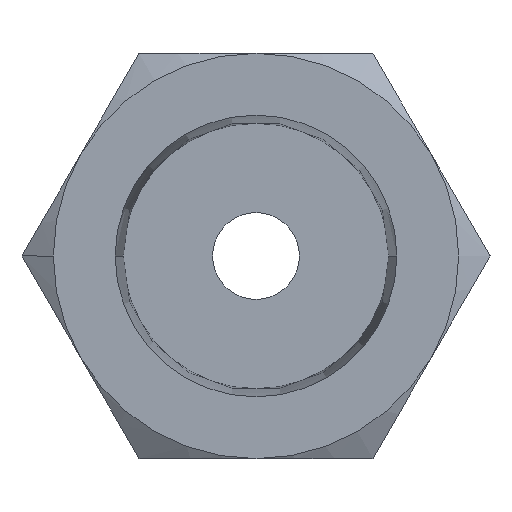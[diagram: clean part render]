
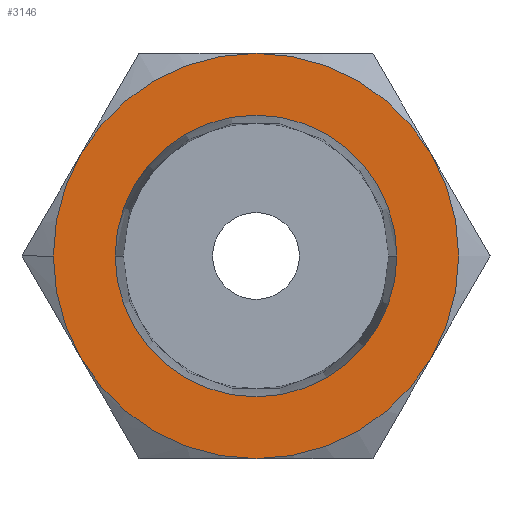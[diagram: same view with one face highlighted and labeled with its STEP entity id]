
A CAD part, front view. The second image highlights one B-rep face of the part: STEP entity #3146.
In plain terms, the highlighted planar face has unit normal (0, -1, 0).
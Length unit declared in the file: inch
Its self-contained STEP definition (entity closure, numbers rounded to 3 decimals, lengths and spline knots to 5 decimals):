
#4 = DIRECTION ( 'NONE',  ( 0., -1., 0. ) ) ;
#23 = DIRECTION ( 'NONE',  ( 1., 0., 0. ) ) ;
#44 = CARTESIAN_POINT ( 'NONE',  ( 0., 0., 0. ) ) ;
#131 = VERTEX_POINT ( 'NONE', #318 ) ;
#198 = DIRECTION ( 'NONE',  ( -1., 0., 0. ) ) ;
#206 = AXIS2_PLACEMENT_3D ( 'NONE', #44, #4, #3459 ) ;
#303 = AXIS2_PLACEMENT_3D ( 'NONE', #3536, #1793, #23 ) ;
#318 = CARTESIAN_POINT ( 'NONE',  ( -0.23867, 0., 0.1378 ) ) ;
#453 = CARTESIAN_POINT ( 'NONE',  ( 0., 0., 0.27559 ) ) ;
#530 = AXIS2_PLACEMENT_3D ( 'NONE', #3490, #1744, #3769 ) ;
#634 = DIRECTION ( 'NONE',  ( 0., -1., 0. ) ) ;
#665 = DIRECTION ( 'NONE',  ( 0., 1., 0. ) ) ;
#675 = VERTEX_POINT ( 'NONE', #881 ) ;
#682 = VERTEX_POINT ( 'NONE', #861 ) ;
#686 = CARTESIAN_POINT ( 'NONE',  ( 0., 0., 0. ) ) ;
#687 = ORIENTED_EDGE ( 'NONE', *, *, #2606, .T. ) ;
#804 = CARTESIAN_POINT ( 'NONE',  ( 0.23867, 0., 0.1378 ) ) ;
#806 = EDGE_CURVE ( 'NONE', #131, #3692, #2561, .T. ) ;
#861 = CARTESIAN_POINT ( 'NONE',  ( -0.1915, 0., 0. ) ) ;
#881 = CARTESIAN_POINT ( 'NONE',  ( 0., 0., -0.27559 ) ) ;
#889 = FACE_OUTER_BOUND ( 'NONE', #3788, .T. ) ;
#931 = CIRCLE ( 'NONE', #2140, 0.27559 ) ;
#966 = CIRCLE ( 'NONE', #2368, 0.27559 ) ;
#971 = CARTESIAN_POINT ( 'NONE',  ( 0., 0., 0. ) ) ;
#988 = DIRECTION ( 'NONE',  ( 1., 0., 0. ) ) ;
#1002 = EDGE_CURVE ( 'NONE', #3692, #3416, #1108, .T. ) ;
#1099 = CARTESIAN_POINT ( 'NONE',  ( -0.23867, 0., -0.1378 ) ) ;
#1108 = CIRCLE ( 'NONE', #206, 0.27559 ) ;
#1132 = ORIENTED_EDGE ( 'NONE', *, *, #3011, .T. ) ;
#1174 = ORIENTED_EDGE ( 'NONE', *, *, #1187, .T. ) ;
#1187 = EDGE_CURVE ( 'NONE', #1947, #682, #3443, .T. ) ;
#1193 = ORIENTED_EDGE ( 'NONE', *, *, #2490, .T. ) ;
#1243 = AXIS2_PLACEMENT_3D ( 'NONE', #971, #2996, #1258 ) ;
#1258 = DIRECTION ( 'NONE',  ( -1., 0., 0. ) ) ;
#1387 = CARTESIAN_POINT ( 'NONE',  ( 0.23867, 0., -0.1378 ) ) ;
#1407 = VERTEX_POINT ( 'NONE', #453 ) ;
#1448 = EDGE_CURVE ( 'NONE', #2796, #1407, #2372, .T. ) ;
#1546 = CARTESIAN_POINT ( 'NONE',  ( 0.23354, 0., 0. ) ) ;
#1570 = CARTESIAN_POINT ( 'NONE',  ( 0.1915, 0., 0. ) ) ;
#1588 = EDGE_CURVE ( 'NONE', #682, #1947, #3747, .T. ) ;
#1669 = FACE_BOUND ( 'NONE', #3688, .T. ) ;
#1679 = DIRECTION ( 'NONE',  ( 0., -1., 0. ) ) ;
#1744 = DIRECTION ( 'NONE',  ( 0., -1., 0. ) ) ;
#1793 = DIRECTION ( 'NONE',  ( 0., 1., 0. ) ) ;
#1806 = DIRECTION ( 'NONE',  ( 0., -1., 0. ) ) ;
#1809 = ORIENTED_EDGE ( 'NONE', *, *, #806, .T. ) ;
#1832 = DIRECTION ( 'NONE',  ( -1., 0., 0. ) ) ;
#1842 = DIRECTION ( 'NONE',  ( 1., 0., 0. ) ) ;
#1877 = ORIENTED_EDGE ( 'NONE', *, *, #1588, .T. ) ;
#1928 = AXIS2_PLACEMENT_3D ( 'NONE', #2061, #1806, #1832 ) ;
#1947 = VERTEX_POINT ( 'NONE', #1570 ) ;
#1958 = DIRECTION ( 'NONE',  ( 0., -1., 0. ) ) ;
#2061 = CARTESIAN_POINT ( 'NONE',  ( 0., 0., 0. ) ) ;
#2064 = CIRCLE ( 'NONE', #530, 0.27559 ) ;
#2065 = VERTEX_POINT ( 'NONE', #1387 ) ;
#2140 = AXIS2_PLACEMENT_3D ( 'NONE', #3691, #1958, #198 ) ;
#2319 = CIRCLE ( 'NONE', #1243, 0.27559 ) ;
#2368 = AXIS2_PLACEMENT_3D ( 'NONE', #2379, #634, #2666 ) ;
#2372 = CIRCLE ( 'NONE', #2912, 0.27559 ) ;
#2373 = CARTESIAN_POINT ( 'NONE',  ( -0.27559, 0., 0. ) ) ;
#2379 = CARTESIAN_POINT ( 'NONE',  ( 0., 0., 0. ) ) ;
#2490 = EDGE_CURVE ( 'NONE', #3416, #675, #2319, .T. ) ;
#2493 = AXIS2_PLACEMENT_3D ( 'NONE', #1546, #3584, #1842 ) ;
#2561 = CIRCLE ( 'NONE', #1928, 0.27559 ) ;
#2606 = EDGE_CURVE ( 'NONE', #2065, #2796, #931, .T. ) ;
#2666 = DIRECTION ( 'NONE',  ( -1., 0., 0. ) ) ;
#2682 = ORIENTED_EDGE ( 'NONE', *, *, #1448, .T. ) ;
#2796 = VERTEX_POINT ( 'NONE', #804 ) ;
#2912 = AXIS2_PLACEMENT_3D ( 'NONE', #3418, #1679, #3707 ) ;
#2996 = DIRECTION ( 'NONE',  ( 0., -1., 0. ) ) ;
#3011 = EDGE_CURVE ( 'NONE', #675, #2065, #966, .T. ) ;
#3146 = ADVANCED_FACE ( 'NONE', ( #1669, #889 ), #3319, .T. ) ;
#3319 = PLANE ( 'NONE',  #2493 ) ;
#3365 = ORIENTED_EDGE ( 'NONE', *, *, #3485, .T. ) ;
#3416 = VERTEX_POINT ( 'NONE', #1099 ) ;
#3418 = CARTESIAN_POINT ( 'NONE',  ( 0., 0., 0. ) ) ;
#3432 = ORIENTED_EDGE ( 'NONE', *, *, #1002, .T. ) ;
#3443 = CIRCLE ( 'NONE', #3654, 0.1915 ) ;
#3459 = DIRECTION ( 'NONE',  ( -1., 0., 0. ) ) ;
#3485 = EDGE_CURVE ( 'NONE', #1407, #131, #2064, .T. ) ;
#3490 = CARTESIAN_POINT ( 'NONE',  ( 0., 0., 0. ) ) ;
#3536 = CARTESIAN_POINT ( 'NONE',  ( 0., 0., 0. ) ) ;
#3584 = DIRECTION ( 'NONE',  ( 0., -1., 0. ) ) ;
#3654 = AXIS2_PLACEMENT_3D ( 'NONE', #686, #665, #988 ) ;
#3688 = EDGE_LOOP ( 'NONE', ( #1174, #1877 ) ) ;
#3691 = CARTESIAN_POINT ( 'NONE',  ( 0., 0., 0. ) ) ;
#3692 = VERTEX_POINT ( 'NONE', #2373 ) ;
#3707 = DIRECTION ( 'NONE',  ( -1., 0., 0. ) ) ;
#3747 = CIRCLE ( 'NONE', #303, 0.1915 ) ;
#3769 = DIRECTION ( 'NONE',  ( -1., 0., 0. ) ) ;
#3788 = EDGE_LOOP ( 'NONE', ( #1193, #1132, #687, #2682, #3365, #1809, #3432 ) ) ;
